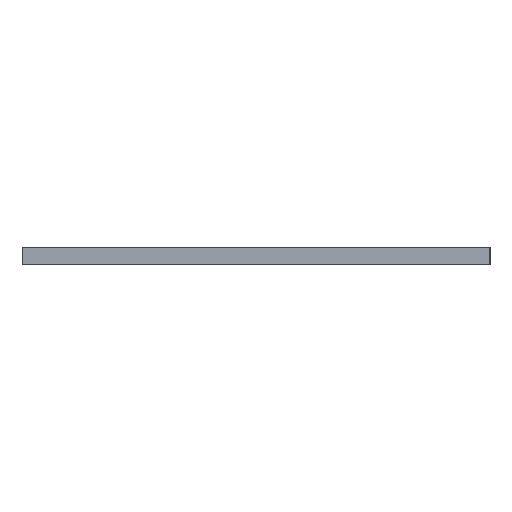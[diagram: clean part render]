
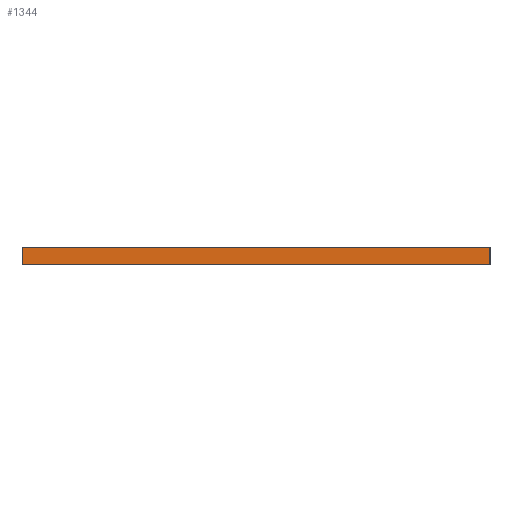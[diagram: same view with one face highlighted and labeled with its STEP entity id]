
A CAD part, left-side view. The second image highlights one B-rep face of the part: STEP entity #1344.
In plain terms, the highlighted planar face has unit normal (-1, 0, 0).
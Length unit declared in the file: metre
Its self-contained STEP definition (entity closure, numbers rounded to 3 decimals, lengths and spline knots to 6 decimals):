
#73=LINE('',#1726,#192);
#87=LINE('',#1845,#206);
#88=LINE('',#1848,#207);
#89=LINE('',#1849,#208);
#192=VECTOR('',#1478,1.);
#206=VECTOR('',#1496,1.);
#207=VECTOR('',#1497,1.);
#208=VECTOR('',#1498,1.);
#361=ORIENTED_EDGE('',*,*,#775,.F.);
#362=ORIENTED_EDGE('',*,*,#776,.F.);
#363=ORIENTED_EDGE('',*,*,#738,.T.);
#364=ORIENTED_EDGE('',*,*,#777,.T.);
#738=EDGE_CURVE('',#945,#946,#73,.T.);
#775=EDGE_CURVE('',#982,#983,#87,.T.);
#776=EDGE_CURVE('',#945,#982,#88,.T.);
#777=EDGE_CURVE('',#946,#983,#89,.T.);
#945=VERTEX_POINT('',#1727);
#946=VERTEX_POINT('',#1728);
#982=VERTEX_POINT('',#1846);
#983=VERTEX_POINT('',#1847);
#1153=EDGE_LOOP('',(#361,#362,#363,#364));
#1234=FACE_BOUND('',#1153,.T.);
#1312=PLANE('',#1434);
#1344=ADVANCED_FACE('',(#1234),#1312,.T.);
#1434=AXIS2_PLACEMENT_3D('',#1844,#1494,#1495);
#1478=DIRECTION('',(0.,1.,0.));
#1494=DIRECTION('',(-1.,0.,0.));
#1495=DIRECTION('',(0.,0.,1.));
#1496=DIRECTION('',(0.,1.,0.));
#1497=DIRECTION('',(0.,0.,-1.));
#1498=DIRECTION('',(0.,0.,-1.));
#1726=CARTESIAN_POINT('',(0.,0.04,0.003));
#1727=CARTESIAN_POINT('',(0.,0.,0.003));
#1728=CARTESIAN_POINT('',(0.,0.08,0.003));
#1844=CARTESIAN_POINT('',(0.,0.04,0.003));
#1845=CARTESIAN_POINT('',(0.,0.04,0.));
#1846=CARTESIAN_POINT('',(0.,0.,0.));
#1847=CARTESIAN_POINT('',(0.,0.08,0.));
#1848=CARTESIAN_POINT('',(0.,0.,0.003));
#1849=CARTESIAN_POINT('',(0.,0.08,0.003));
